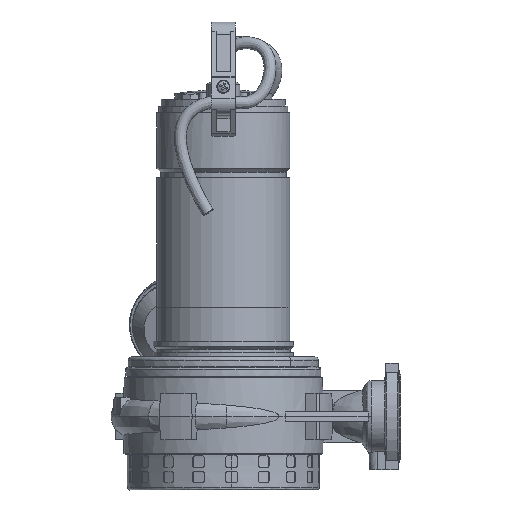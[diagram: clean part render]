
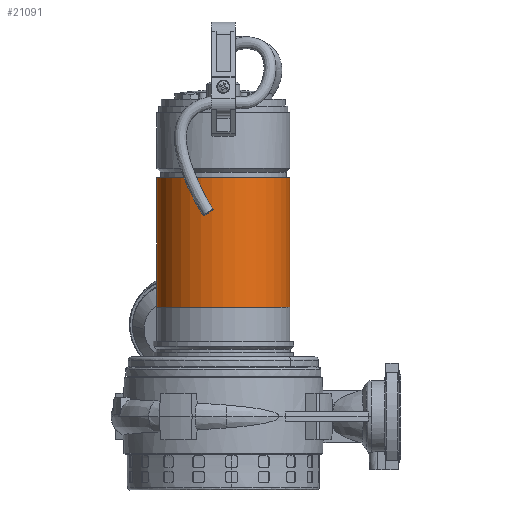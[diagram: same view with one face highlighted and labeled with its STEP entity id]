
A CAD part, front view. The second image highlights one B-rep face of the part: STEP entity #21091.
In plain terms, the highlighted cylindrical face has radius 56 mm (diameter 112 mm), a partial arc.
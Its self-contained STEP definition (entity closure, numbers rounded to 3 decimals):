
#658 = ORIENTED_EDGE ( 'NONE', *, *, #18482, .T. ) ;
#1206 = DIRECTION ( 'NONE',  ( 0., 0., -1. ) ) ;
#8951 = CARTESIAN_POINT ( 'NONE',  ( 0., 51., -56. ) ) ;
#9720 = CIRCLE ( 'NONE', #55846, 56. ) ;
#10645 = VECTOR ( 'NONE', #14772, 1000. ) ;
#14772 = DIRECTION ( 'NONE',  ( 0., -1., 0. ) ) ;
#15199 = CARTESIAN_POINT ( 'NONE',  ( 0., 160., -56. ) ) ;
#16520 = DIRECTION ( 'NONE',  ( 0., -1., 0. ) ) ;
#17338 = EDGE_LOOP ( 'NONE', ( #33203, #658, #80342, #71333 ) ) ;
#18482 = EDGE_CURVE ( 'NONE', #68910, #33391, #30999, .T. ) ;
#18752 = AXIS2_PLACEMENT_3D ( 'NONE', #34172, #57734, #1206 ) ;
#21091 = ADVANCED_FACE ( 'NONE', ( #23127 ), #48288, .T. ) ;
#23127 = FACE_OUTER_BOUND ( 'NONE', #17338, .T. ) ;
#27344 = VERTEX_POINT ( 'NONE', #8951 ) ;
#29544 = VECTOR ( 'NONE', #56179, 1000. ) ;
#30999 = LINE ( 'NONE', #37596, #29544 ) ;
#33203 = ORIENTED_EDGE ( 'NONE', *, *, #54843, .T. ) ;
#33391 = VERTEX_POINT ( 'NONE', #73995 ) ;
#34172 = CARTESIAN_POINT ( 'NONE',  ( 0., 51., 0. ) ) ;
#34844 = EDGE_CURVE ( 'NONE', #68944, #27344, #47748, .T. ) ;
#35085 = CARTESIAN_POINT ( 'NONE',  ( 0., 160., 0. ) ) ;
#37596 = CARTESIAN_POINT ( 'NONE',  ( 0., 160., 56. ) ) ;
#41598 = CARTESIAN_POINT ( 'NONE',  ( 0., 160., 56. ) ) ;
#46628 = DIRECTION ( 'NONE',  ( 0., -1., 0. ) ) ;
#47439 = DIRECTION ( 'NONE',  ( 0., 0., -1. ) ) ;
#47748 = LINE ( 'NONE', #72527, #10645 ) ;
#48288 = CYLINDRICAL_SURFACE ( 'NONE', #54358, 56. ) ;
#54358 = AXIS2_PLACEMENT_3D ( 'NONE', #59456, #16520, #80073 ) ;
#54843 = EDGE_CURVE ( 'NONE', #68944, #68910, #9720, .T. ) ;
#55846 = AXIS2_PLACEMENT_3D ( 'NONE', #35085, #46628, #47439 ) ;
#56179 = DIRECTION ( 'NONE',  ( 0., -1., 0. ) ) ;
#57734 = DIRECTION ( 'NONE',  ( 0., 1., 0. ) ) ;
#59456 = CARTESIAN_POINT ( 'NONE',  ( 0., 160., 0. ) ) ;
#60962 = CIRCLE ( 'NONE', #18752, 56. ) ;
#68910 = VERTEX_POINT ( 'NONE', #41598 ) ;
#68944 = VERTEX_POINT ( 'NONE', #15199 ) ;
#71333 = ORIENTED_EDGE ( 'NONE', *, *, #34844, .F. ) ;
#72527 = CARTESIAN_POINT ( 'NONE',  ( 0., 160., -56. ) ) ;
#73995 = CARTESIAN_POINT ( 'NONE',  ( 0., 51., 56. ) ) ;
#78858 = EDGE_CURVE ( 'NONE', #33391, #27344, #60962, .T. ) ;
#80073 = DIRECTION ( 'NONE',  ( 0., 0., -1. ) ) ;
#80342 = ORIENTED_EDGE ( 'NONE', *, *, #78858, .T. ) ;
